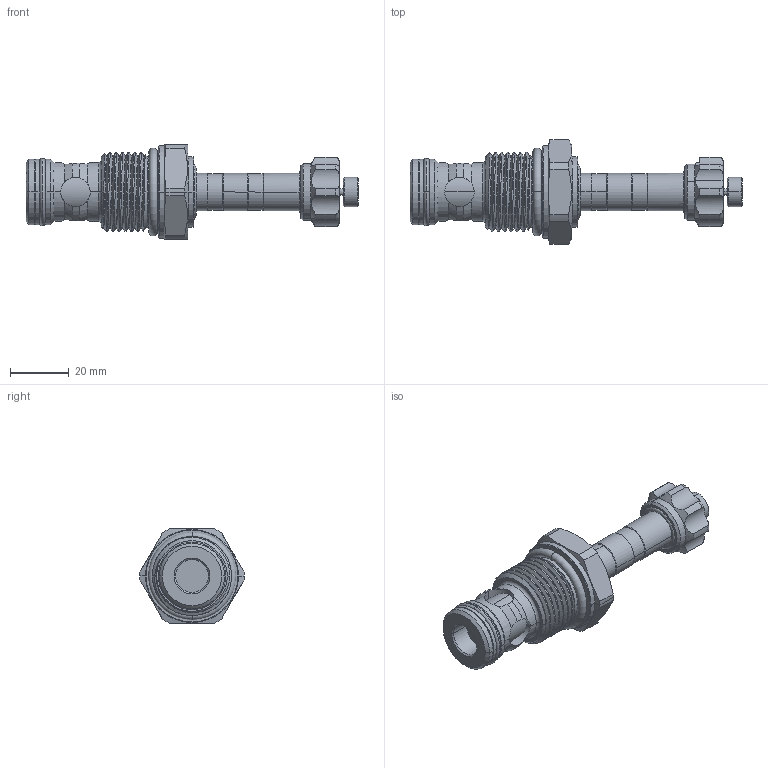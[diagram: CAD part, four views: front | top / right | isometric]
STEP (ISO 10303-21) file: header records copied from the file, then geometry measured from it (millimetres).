
FILE_DESCRIPTION (( 'STEP AP203' ), '1' );
FILE_NAME ('EP12W2A02P05.STEP', '2016-08-23T07:49:23', ( '' ), ( '' ), 'SwSTEP 2.0', 'SolidWorks 2012', '' );
FILE_SCHEMA (( 'CONFIG_CONTROL_DESIGN' ));
Length unit declared in the file: millimetre
Products named in the file (1): EP12W2A02P05
Bounding box: 112.95 x 35.5 x 32 mm (x, y, z)
Volume: 36492.1 mm3; surface area: 13219.6 mm2
Topology: 3 solids, 3 shells, 282 faces, 685 edges, 426 vertices
Faces by surface type: cylinder 134, cone 56, plane 50, torus 38, bspline 4
Entity records: 13534 total; most frequent: CARTESIAN_POINT 6929, DIRECTION 1416, ORIENTED_EDGE 1370, EDGE_CURVE 685, AXIS2_PLACEMENT_3D 604, VERTEX_POINT 426, CIRCLE 325, EDGE_LOOP 305
